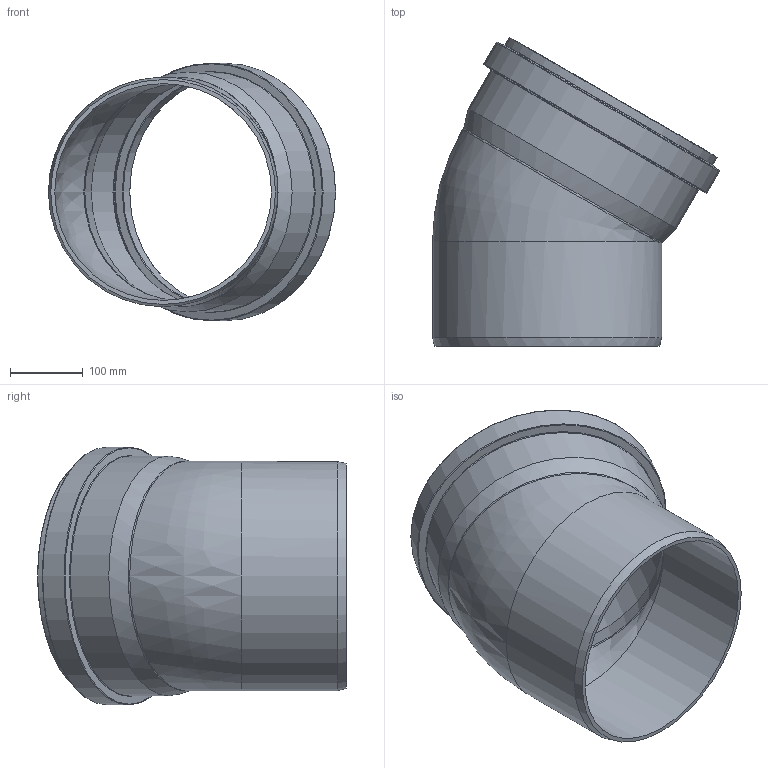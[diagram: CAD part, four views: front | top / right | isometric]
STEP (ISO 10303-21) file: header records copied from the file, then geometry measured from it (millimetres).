
FILE_DESCRIPTION(/* description */ (''),/* implementation_level */ '2;1');
FILE_NAME(/* name */ '225210 KGB Bogen DN_OD 315_30°.stp',/* time_stamp */ '2017-04-29T09:57:45+02:00',/* author */ ('user1'),/* organization */ (''),/* preprocessor_version */ 'ST-DEVELOPER v16.1',/* originating_system */ 'Autodesk Inventor 2016',/* authorisation */ '');
FILE_SCHEMA (('AUTOMOTIVE_DESIGN { 1 0 10303 214 3 1 1 }'));
Length unit declared in the file: millimetre
Products named in the file (1): 225210 KGB Bogen DN_OD 315_30°
Bounding box: 394.99 x 424.98 x 354.7 mm (x, y, z)
Volume: 2903286.5 mm3; surface area: 780423.2 mm2
Topology: 1 solids, 1 shells, 34 faces, 71 edges, 38 vertices
Faces by surface type: cylinder 11, torus 10, cone 7, bspline 3, plane 3
Full cylindrical faces by diameter (mm): 298.2 x2, 315.6 x1, 316 x1, 316.3 x2, 329.8 x1, 330.1 x1, 340.9 x1, 354.7 x1
Entity records: 846 total; most frequent: CARTESIAN_POINT 229, DIRECTION 136, ORIENTED_EDGE 78, AXIS2_PLACEMENT_3D 68, EDGE_LOOP 64, EDGE_CURVE 39, VERTEX_POINT 35, FACE_OUTER_BOUND 34
